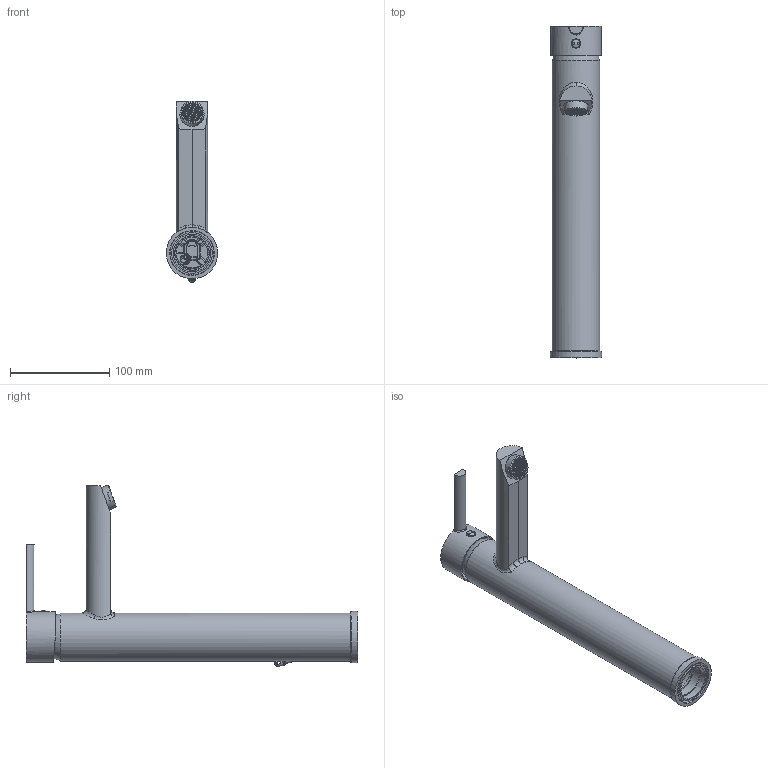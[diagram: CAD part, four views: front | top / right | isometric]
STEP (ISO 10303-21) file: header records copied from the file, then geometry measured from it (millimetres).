
FILE_DESCRIPTION (( 'STEP AP203' ), '1' );
FILE_NAME ('33-P18562.STEP', '2021-05-27T11:24:07', ( '' ), ( '' ), 'SwSTEP 2.0', 'SolidWorks 2021', '' );
FILE_SCHEMA (( 'CONFIG_CONTROL_DESIGN' ));
Length unit declared in the file: millimetre
Products named in the file (1): 33-P18562
Bounding box: 51.99 x 335 x 183.38 mm (x, y, z)
Volume: 195543.8 mm3; surface area: 144109 mm2
Topology: 8 solids, 8 shells, 1320 faces, 3543 edges, 2278 vertices
Faces by surface type: plane 957, bspline 151, cylinder 137, cone 29, torus 27, sphere 19
Full cylindrical faces by diameter (mm): 4.2 x1, 6 x1, 6.8 x1, 8 x1, 9.5 x1, 16 x1, 19 x1, 20 x2, 21 x1, 21.1 x1, 22.5 x2, 23 x1, 23.85 x1, 24 x1, 24.5 x1, 32 x1, 33.5 x1, 34.2 x1, 34.6 x1, 37.7 x1, 38 x2, 38.5 x1, 39.1 x2, 40.5 x1, 40.6 x2, 43.25 x2, 44 x1, 45 x2, 48.5 x1, 51 x1
Entity records: 54739 total; most frequent: CARTESIAN_POINT 23221, ORIENTED_EDGE 6900, DIRECTION 5632, EDGE_CURVE 3450, LINE 2560, VECTOR 2560, VERTEX_POINT 2261, EDGE_LOOP 1599
